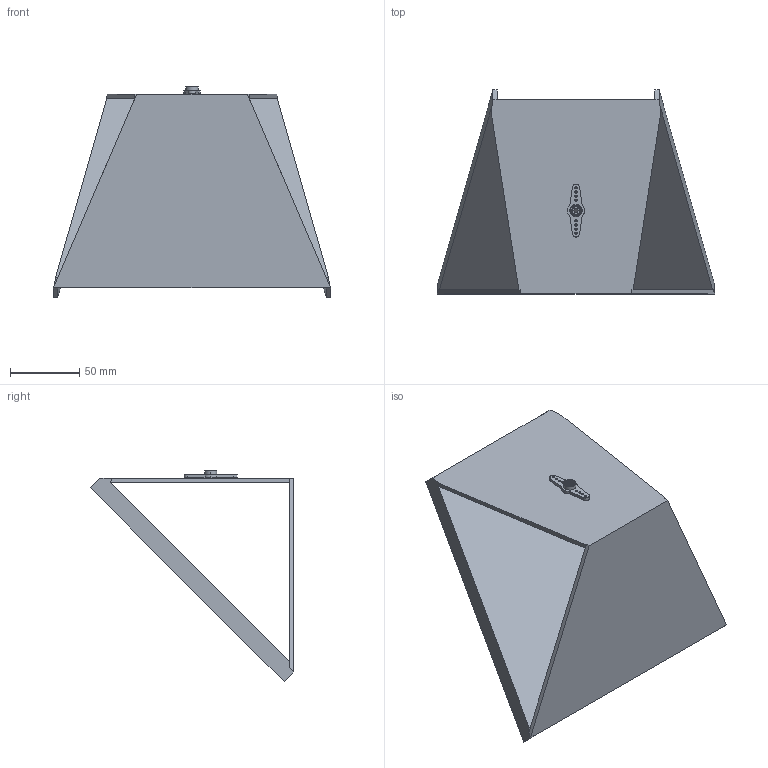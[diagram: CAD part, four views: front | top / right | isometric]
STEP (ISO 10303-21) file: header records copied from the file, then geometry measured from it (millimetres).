
FILE_DESCRIPTION (( 'STEP AP214' ), '1' );
FILE_NAME ('ƽ̨.ST', '2023-05-17T14:19:09', ( '' ), ( '' ), 'SwSTEP 2.0', 'SolidWorks 2023', '' );
FILE_SCHEMA (( 'AUTOMOTIVE_DESIGN' ));
Length unit declared in the file: centimetre
Products named in the file (1): 平台
Bounding box: 200 x 147.07 x 152.67 mm (x, y, z)
Volume: 205265.2 mm3; surface area: 138040.4 mm2
Topology: 1 solids, 1 shells, 264 faces, 716 edges, 467 vertices
Faces by surface type: cylinder 129, plane 95, cone 27, bspline 13
Entity records: 9812 total; most frequent: CARTESIAN_POINT 3482, ORIENTED_EDGE 1432, DIRECTION 1162, EDGE_CURVE 716, VERTEX_POINT 467, AXIS2_PLACEMENT_3D 417, LINE 328, VECTOR 328
